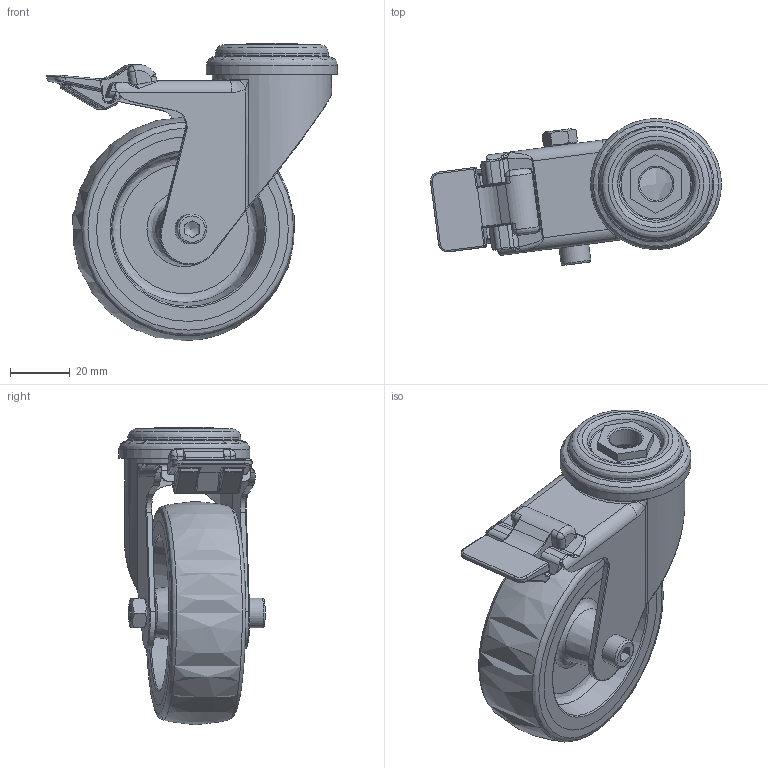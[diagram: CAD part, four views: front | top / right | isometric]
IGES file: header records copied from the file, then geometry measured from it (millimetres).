
Global section: file name: 517508.stp; native system: Autodesk Inventor 2014; preprocessor: unknown; author: zeman; date: 20151016.123904; units: millimetre
Bounding box: 97.68 x 49.25 x 99.9 mm (x, y, z)
Volume: 98316 mm3; surface area: 57041.3 mm2
Topology: 8 solids, 8 shells, 538 faces, 1405 edges, 870 vertices
Faces by surface type: plane 172, revolution 143, cylinder 135, bspline 62, sphere 19, cone 7
Full cylindrical faces by diameter (mm): 6 x1, 8 x1, 10 x1, 13 x1, 34 x1, 35 x1, 38 x1, 40 x1, 44 x1, 60 x1, 62 x2
